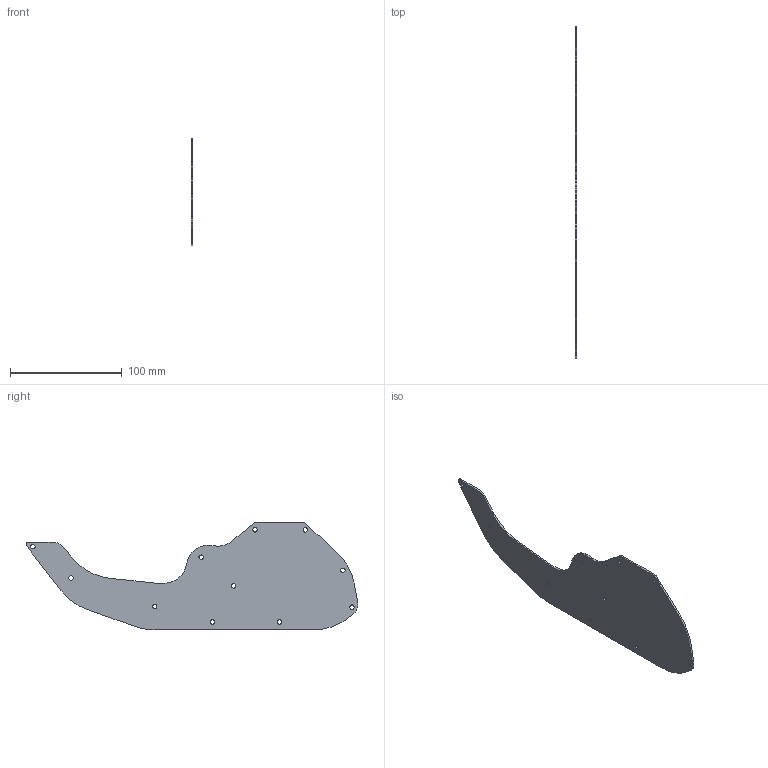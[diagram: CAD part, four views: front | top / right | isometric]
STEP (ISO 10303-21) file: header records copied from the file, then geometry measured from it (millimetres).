
FILE_DESCRIPTION(/* description */ (''),/* implementation_level */ '2;1');
FILE_NAME(/* name */ 'Cote_Gauche.stp',/* time_stamp */ '2016-02-05T10:27:38+01:00',/* author */ ('dimercur'),/* organization */ (''),/* preprocessor_version */ 'ST-DEVELOPER v16.1',/* originating_system */ 'Autodesk Inventor 2016',/* authorisation */ '');
FILE_SCHEMA (('AUTOMOTIVE_DESIGN { 1 0 10303 214 3 1 1 }'));
Length unit declared in the file: millimetre
Products named in the file (1): Cote_Gauche
Bounding box: 1.6 x 297.07 x 96.38 mm (x, y, z)
Volume: 27702.8 mm3; surface area: 35990.8 mm2
Topology: 1 solids, 1 shells, 38 faces, 108 edges, 72 vertices
Faces by surface type: cylinder 25, plane 13
Full cylindrical faces by diameter (mm): 4 x11
Entity records: 1275 total; most frequent: DIRECTION 225, CARTESIAN_POINT 208, ORIENTED_EDGE 194, EDGE_CURVE 97, AXIS2_PLACEMENT_3D 89, VERTEX_POINT 72, EDGE_LOOP 71, CIRCLE 50
